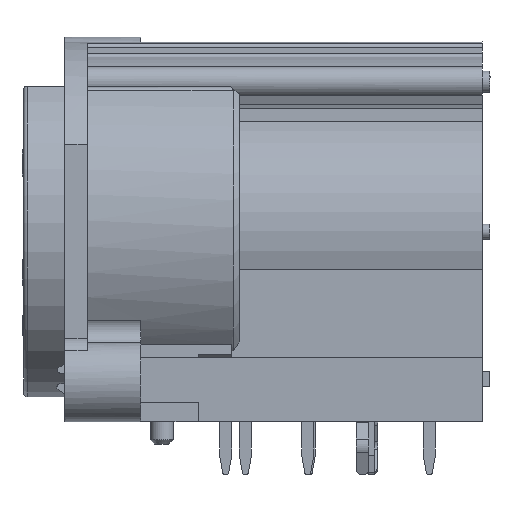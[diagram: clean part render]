
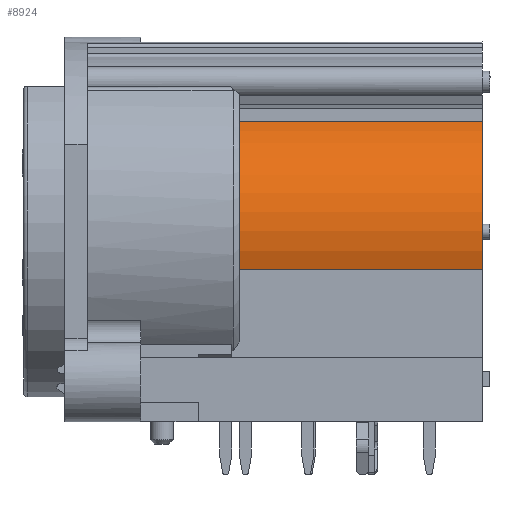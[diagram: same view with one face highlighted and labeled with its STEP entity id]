
A CAD part, left-side view. The second image highlights one B-rep face of the part: STEP entity #8924.
In plain terms, the highlighted cylindrical face has radius 8.004 mm (diameter 16.008 mm), a partial arc.
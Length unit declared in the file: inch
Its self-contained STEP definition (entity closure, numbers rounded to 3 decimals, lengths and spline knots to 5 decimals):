
#317=CYLINDRICAL_SURFACE('',#9472,0.31511);
#430=CIRCLE('',#9473,0.31511);
#431=CIRCLE('',#9474,0.31511);
#669=FACE_OUTER_BOUND('',#1159,.T.);
#1159=EDGE_LOOP('',(#5797,#5798,#5799,#5800));
#1767=LINE('',#12559,#2660);
#1770=LINE('',#12567,#2663);
#2660=VECTOR('',#10329,0.3937);
#2663=VECTOR('',#10336,0.3937);
#3554=VERTEX_POINT('',#12555);
#3556=VERTEX_POINT('',#12558);
#3558=VERTEX_POINT('',#12564);
#3559=VERTEX_POINT('',#12566);
#4423=EDGE_CURVE('',#3556,#3554,#1767,.T.);
#4426=EDGE_CURVE('',#3558,#3554,#430,.T.);
#4427=EDGE_CURVE('',#3559,#3558,#1770,.T.);
#4428=EDGE_CURVE('',#3556,#3559,#431,.T.);
#5797=ORIENTED_EDGE('',*,*,#4426,.F.);
#5798=ORIENTED_EDGE('',*,*,#4427,.F.);
#5799=ORIENTED_EDGE('',*,*,#4428,.F.);
#5800=ORIENTED_EDGE('',*,*,#4423,.T.);
#8924=ADVANCED_FACE('',(#669),#317,.T.);
#9472=AXIS2_PLACEMENT_3D('',#12563,#10332,#10333);
#9473=AXIS2_PLACEMENT_3D('',#12565,#10334,#10335);
#9474=AXIS2_PLACEMENT_3D('',#12568,#10337,#10338);
#10329=DIRECTION('',(0.,1.,0.));
#10332=DIRECTION('center_axis',(0.,1.,0.));
#10333=DIRECTION('ref_axis',(-0.918,0.,0.397));
#10334=DIRECTION('center_axis',(0.,1.,0.));
#10335=DIRECTION('ref_axis',(1.,0.,0.));
#10336=DIRECTION('',(0.,1.,0.));
#10337=DIRECTION('center_axis',(0.,-1.,0.));
#10338=DIRECTION('ref_axis',(1.,0.,0.));
#12555=CARTESIAN_POINT('',(-0.13266,-0.45276,0.77795));
#12558=CARTESIAN_POINT('',(-0.13266,-1.0824,0.77795));
#12559=CARTESIAN_POINT('',(-0.13266,-1.0824,0.77795));
#12563=CARTESIAN_POINT('Origin',(0.,-1.0824,
0.49213));
#12564=CARTESIAN_POINT('',(-0.29915,-0.45276,0.39312));
#12565=CARTESIAN_POINT('Origin',(0.,-0.45276,
0.49213));
#12566=CARTESIAN_POINT('',(-0.29915,-1.0824,0.39312));
#12567=CARTESIAN_POINT('',(-0.29915,-1.0824,0.39312));
#12568=CARTESIAN_POINT('Origin',(0.,-1.0824,
0.49213));
